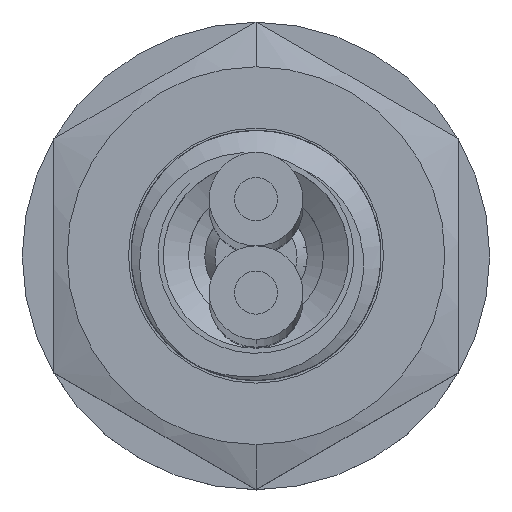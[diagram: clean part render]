
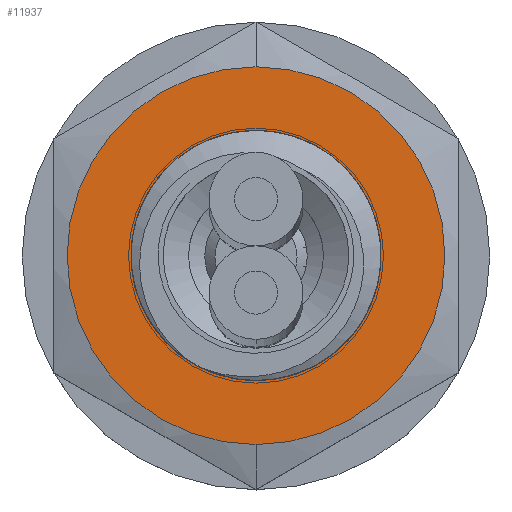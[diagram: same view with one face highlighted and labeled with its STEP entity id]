
A CAD part, top view. The second image highlights one B-rep face of the part: STEP entity #11937.
In plain terms, the highlighted planar face has unit normal (0, 0, 1).
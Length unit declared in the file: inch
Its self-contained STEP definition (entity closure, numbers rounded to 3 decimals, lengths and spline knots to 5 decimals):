
#11632=CARTESIAN_POINT('',(0.,0.,0.0625));
#11633=DIRECTION('',(0.,0.,1.));
#11634=DIRECTION('',(-1.,0.,0.));
#11635=AXIS2_PLACEMENT_3D('',#11632,#11633,#11634);
#11637=CARTESIAN_POINT('',(0.,0.,0.0625));
#11638=DIRECTION('',(0.,0.,1.));
#11639=DIRECTION('',(1.,0.,0.));
#11640=AXIS2_PLACEMENT_3D('',#11637,#11638,#11639);
#11642=CARTESIAN_POINT('',(0.,0.,0.0625));
#11643=DIRECTION('',(0.,0.,-1.));
#11644=DIRECTION('',(0.,1.,0.));
#11645=AXIS2_PLACEMENT_3D('',#11642,#11643,#11644);
#11647=CARTESIAN_POINT('',(0.,0.,0.0625));
#11648=DIRECTION('',(0.,0.,-1.));
#11649=DIRECTION('',(0.,-1.,0.));
#11650=AXIS2_PLACEMENT_3D('',#11647,#11648,#11649);
#11852=CARTESIAN_POINT('',(-0.1035,0.,0.0625));
#11853=CARTESIAN_POINT('',(0.1035,0.,0.0625));
#11854=VERTEX_POINT('',#11852);
#11855=VERTEX_POINT('',#11853);
#11860=CARTESIAN_POINT('',(0.,0.175,0.0625));
#11861=CARTESIAN_POINT('',(0.,-0.175,0.0625));
#11862=VERTEX_POINT('',#11860);
#11863=VERTEX_POINT('',#11861);
#11922=CARTESIAN_POINT('',(0.,0.,0.0625));
#11923=DIRECTION('',(0.,0.,1.));
#11924=DIRECTION('',(1.,0.,0.));
#11925=AXIS2_PLACEMENT_3D('',#11922,#11923,#11924);
#11926=PLANE('',#11925);
#11928=ORIENTED_EDGE('',*,*,#11927,.T.);
#11930=ORIENTED_EDGE('',*,*,#11929,.T.);
#11931=EDGE_LOOP('',(#11928,#11930));
#11932=FACE_OUTER_BOUND('',#11931,.F.);
#11933=ORIENTED_EDGE('',*,*,#11902,.T.);
#11934=ORIENTED_EDGE('',*,*,#11916,.T.);
#11935=EDGE_LOOP('',(#11933,#11934));
#11936=FACE_BOUND('',#11935,.F.);
#11937=ADVANCED_FACE('',(#11932,#11936),#11926,.T.);
#11636=CIRCLE('',#11635,0.1035);
#11641=CIRCLE('',#11640,0.1035);
#11646=CIRCLE('',#11645,0.175);
#11651=CIRCLE('',#11650,0.175);
#11902=EDGE_CURVE('',#11854,#11855,#11636,.T.);
#11916=EDGE_CURVE('',#11855,#11854,#11641,.T.);
#11927=EDGE_CURVE('',#11862,#11863,#11646,.T.);
#11929=EDGE_CURVE('',#11863,#11862,#11651,.T.);
